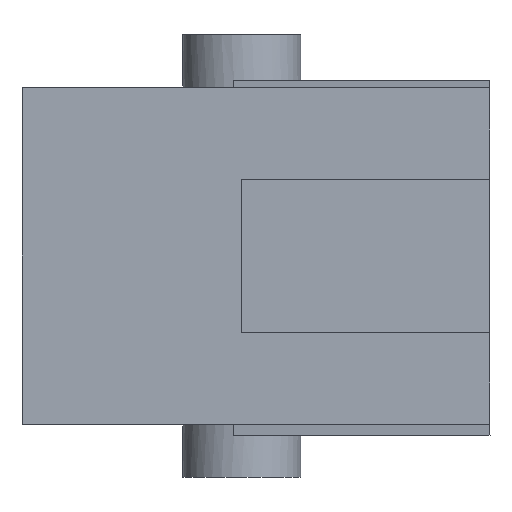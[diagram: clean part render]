
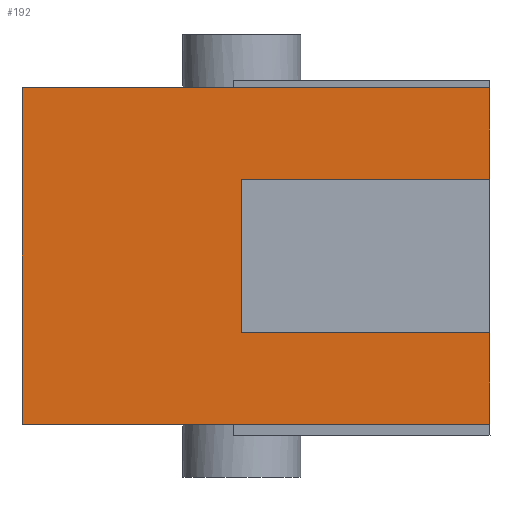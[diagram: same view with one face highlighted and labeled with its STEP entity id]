
A CAD part, front view. The second image highlights one B-rep face of the part: STEP entity #192.
In plain terms, the highlighted planar face has unit normal (0, -1, 0).
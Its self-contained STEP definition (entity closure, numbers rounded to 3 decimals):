
#48=LINE('',#741,#113);
#87=LINE('',#823,#152);
#89=LINE('',#827,#154);
#90=LINE('',#830,#155);
#91=LINE('',#832,#156);
#92=LINE('',#834,#157);
#93=LINE('',#835,#158);
#94=LINE('',#837,#159);
#113=VECTOR('',#606,1.);
#152=VECTOR('',#675,1.);
#154=VECTOR('',#679,1.);
#155=VECTOR('',#680,1.);
#156=VECTOR('',#681,1.);
#157=VECTOR('',#682,1.);
#158=VECTOR('',#683,1.);
#159=VECTOR('',#684,1.);
#192=ADVANCED_FACE('',(#243),#218,.T.);
#218=PLANE('',#584);
#243=FACE_OUTER_BOUND('',#270,.T.);
#270=EDGE_LOOP('',(#356,#357,#358,#359,#360,#361,#362,#363));
#356=ORIENTED_EDGE('',*,*,#518,.T.);
#357=ORIENTED_EDGE('',*,*,#519,.T.);
#358=ORIENTED_EDGE('',*,*,#520,.T.);
#359=ORIENTED_EDGE('',*,*,#521,.T.);
#360=ORIENTED_EDGE('',*,*,#516,.T.);
#361=ORIENTED_EDGE('',*,*,#475,.F.);
#362=ORIENTED_EDGE('',*,*,#522,.T.);
#363=ORIENTED_EDGE('',*,*,#523,.T.);
#427=VERTEX_POINT('',#740);
#428=VERTEX_POINT('',#742);
#456=VERTEX_POINT('',#824);
#457=VERTEX_POINT('',#828);
#458=VERTEX_POINT('',#829);
#459=VERTEX_POINT('',#831);
#460=VERTEX_POINT('',#833);
#461=VERTEX_POINT('',#836);
#475=EDGE_CURVE('',#427,#428,#48,.T.);
#516=EDGE_CURVE('',#456,#428,#87,.T.);
#518=EDGE_CURVE('',#457,#458,#89,.T.);
#519=EDGE_CURVE('',#458,#459,#90,.T.);
#520=EDGE_CURVE('',#459,#460,#91,.T.);
#521=EDGE_CURVE('',#460,#456,#92,.T.);
#522=EDGE_CURVE('',#427,#461,#93,.T.);
#523=EDGE_CURVE('',#461,#457,#94,.T.);
#584=AXIS2_PLACEMENT_3D('',#838,#685,#686);
#606=DIRECTION('',(0.,0.,1.));
#675=DIRECTION('',(-1.,0.,0.));
#679=DIRECTION('',(-1.,0.,0.));
#680=DIRECTION('',(0.,0.,1.));
#681=DIRECTION('',(1.,0.,0.));
#682=DIRECTION('',(0.,0.,1.));
#683=DIRECTION('',(1.,0.,0.));
#684=DIRECTION('',(0.,0.,1.));
#685=DIRECTION('',(0.,-1.,0.));
#686=DIRECTION('',(1.,0.,0.));
#740=CARTESIAN_POINT('',(0.,0.,0.));
#741=CARTESIAN_POINT('',(0.,0.,0.));
#742=CARTESIAN_POINT('',(0.,0.,5.35));
#823=CARTESIAN_POINT('',(7.45,0.,5.35));
#824=CARTESIAN_POINT('',(7.45,0.,5.35));
#827=CARTESIAN_POINT('',(7.45,0.,1.45));
#828=CARTESIAN_POINT('',(7.45,0.,1.45));
#829=CARTESIAN_POINT('',(3.5,0.,1.45));
#830=CARTESIAN_POINT('',(3.5,0.,1.45));
#831=CARTESIAN_POINT('',(3.5,0.,3.9));
#832=CARTESIAN_POINT('',(3.5,0.,3.9));
#833=CARTESIAN_POINT('',(7.45,0.,3.9));
#834=CARTESIAN_POINT('',(7.45,0.,3.9));
#835=CARTESIAN_POINT('',(0.,0.,0.));
#836=CARTESIAN_POINT('',(7.45,0.,0.));
#837=CARTESIAN_POINT('',(7.45,0.,0.));
#838=CARTESIAN_POINT('',(0.,0.,0.));
